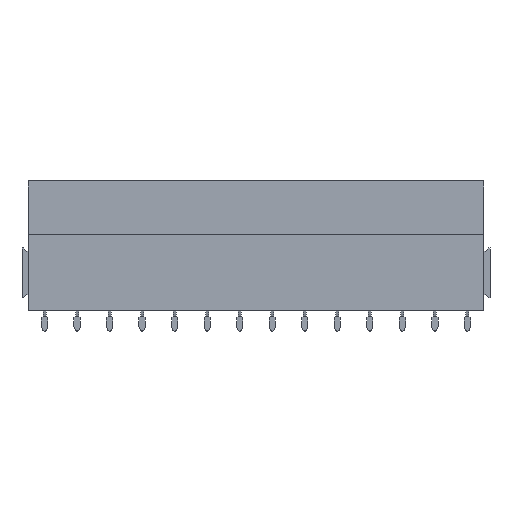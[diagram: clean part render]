
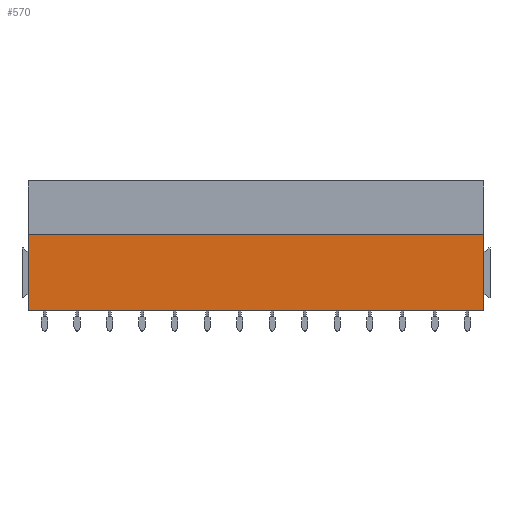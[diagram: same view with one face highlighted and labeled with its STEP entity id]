
A CAD part, front view. The second image highlights one B-rep face of the part: STEP entity #570.
In plain terms, the highlighted planar face has unit normal (0, -1, 0).
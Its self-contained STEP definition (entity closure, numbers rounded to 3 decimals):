
#543=AXIS2_PLACEMENT_3D('Plane Axis2P3D',#540,#541,#542) ;
#491=CARTESIAN_POINT('Vertex',(1.,0.,3.2)) ;
#494=CARTESIAN_POINT('Line Origine',(1.,0.,9.15)) ;
#498=CARTESIAN_POINT('Vertex',(1.,0.,15.1)) ;
#540=CARTESIAN_POINT('Axis2P3D Location',(6.08,0.,0.)) ;
#545=CARTESIAN_POINT('Line Origine',(72.12,0.,9.15)) ;
#549=CARTESIAN_POINT('Vertex',(72.12,0.,3.2)) ;
#551=CARTESIAN_POINT('Vertex',(72.12,0.,15.1)) ;
#554=CARTESIAN_POINT('Line Origine',(36.56,0.,15.1)) ;
#559=CARTESIAN_POINT('Line Origine',(36.56,0.,3.2)) ;
#495=DIRECTION('Vector Direction',(0.,0.,1.)) ;
#541=DIRECTION('Axis2P3D Direction',(0.,1.,-0.)) ;
#542=DIRECTION('Axis2P3D XDirection',(-1.,0.,0.)) ;
#546=DIRECTION('Vector Direction',(0.,0.,1.)) ;
#555=DIRECTION('Vector Direction',(1.,0.,0.)) ;
#560=DIRECTION('Vector Direction',(-1.,0.,0.)) ;
#496=VECTOR('Line Direction',#495,1.) ;
#547=VECTOR('Line Direction',#546,1.) ;
#556=VECTOR('Line Direction',#555,1.) ;
#561=VECTOR('Line Direction',#560,1.) ;
#565=ORIENTED_EDGE('',*,*,#553,.T.) ;
#566=ORIENTED_EDGE('',*,*,#558,.F.) ;
#567=ORIENTED_EDGE('',*,*,#500,.F.) ;
#568=ORIENTED_EDGE('',*,*,#563,.F.) ;
#570=ADVANCED_FACE('BLL5.08/14/180B 3.2SNOR 1682850000',(#569),#544,.F.) ;
#500=EDGE_CURVE('',#492,#499,#497,.T.) ;
#553=EDGE_CURVE('',#550,#552,#548,.T.) ;
#558=EDGE_CURVE('',#499,#552,#557,.T.) ;
#563=EDGE_CURVE('',#550,#492,#562,.T.) ;
#564=EDGE_LOOP('',(#565,#566,#567,#568)) ;
#569=FACE_OUTER_BOUND('',#564,.T.) ;
#497=LINE('Line',#494,#496) ;
#548=LINE('Line',#545,#547) ;
#557=LINE('Line',#554,#556) ;
#562=LINE('Line',#559,#561) ;
#544=PLANE('',#543) ;
#492=VERTEX_POINT('',#491) ;
#499=VERTEX_POINT('',#498) ;
#550=VERTEX_POINT('',#549) ;
#552=VERTEX_POINT('',#551) ;
